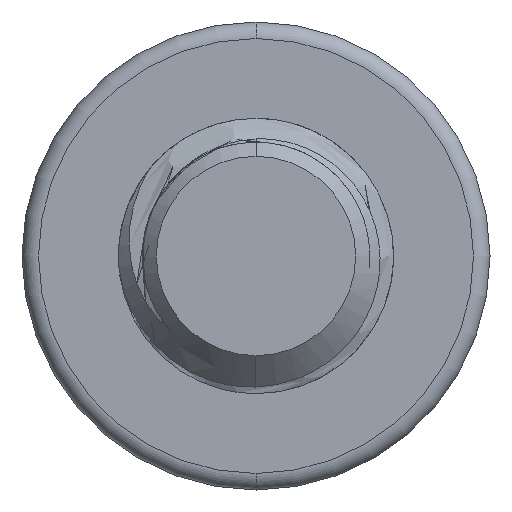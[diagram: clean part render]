
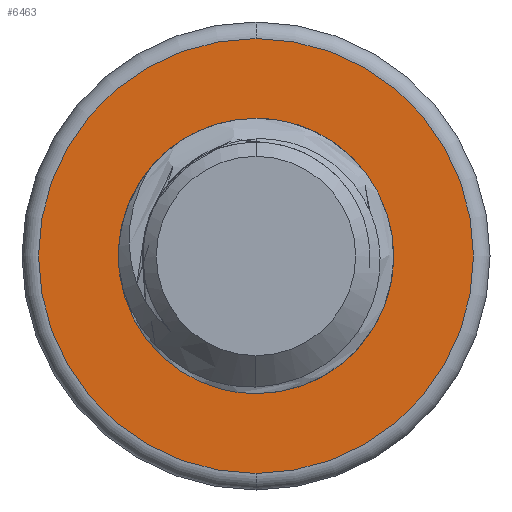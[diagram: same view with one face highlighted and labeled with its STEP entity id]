
A CAD part, front view. The second image highlights one B-rep face of the part: STEP entity #6463.
In plain terms, the highlighted planar face has unit normal (0, -1, 0).
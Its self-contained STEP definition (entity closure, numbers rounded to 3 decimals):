
#57 = CARTESIAN_POINT ( 'NONE',  ( 0., 70., 0. ) ) ;
#71 = AXIS2_PLACEMENT_3D ( 'NONE', #5019, #17087, #934 ) ;
#188 = CARTESIAN_POINT ( 'NONE',  ( -0.144, 70., 2.066 ) ) ;
#271 = CARTESIAN_POINT ( 'NONE',  ( 0.26, 70., 2.055 ) ) ;
#325 = CARTESIAN_POINT ( 'NONE',  ( 0., 70., 0. ) ) ;
#360 = CARTESIAN_POINT ( 'NONE',  ( 0.65, 70., 1.967 ) ) ;
#412 = CARTESIAN_POINT ( 'NONE',  ( 0., 70., -2.5 ) ) ;
#501 = CARTESIAN_POINT ( 'NONE',  ( -2.156, 70., -0.474 ) ) ;
#680 = CARTESIAN_POINT ( 'NONE',  ( -1.222, 70., -2.053 ) ) ;
#926 = CARTESIAN_POINT ( 'NONE',  ( 2.337, 70., -0.382 ) ) ;
#934 = DIRECTION ( 'NONE',  ( 0., 0., 1. ) ) ;
#1019 = CARTESIAN_POINT ( 'NONE',  ( 0., 70., -2.5 ) ) ;
#1595 = CARTESIAN_POINT ( 'NONE',  ( 0.775, 70., 1.916 ) ) ;
#1853 = CARTESIAN_POINT ( 'NONE',  ( -0.277, 70., 2.053 ) ) ;
#1906 = CARTESIAN_POINT ( 'NONE',  ( -1.998, 70., 0.635 ) ) ;
#2066 = FACE_OUTER_BOUND ( 'NONE', #16085, .T. ) ;
#2137 = CARTESIAN_POINT ( 'NONE',  ( 2.004, 70., -1.448 ) ) ;
#2647 = ORIENTED_EDGE ( 'NONE', *, *, #4521, .T. ) ;
#2928 = EDGE_CURVE ( 'NONE', #11720, #4988, #17156, .T. ) ;
#3116 = CARTESIAN_POINT ( 'NONE',  ( -1.638, 70., -1.669 ) ) ;
#3291 = CARTESIAN_POINT ( 'NONE',  ( -0.372, 70., -2.444 ) ) ;
#3442 = CARTESIAN_POINT ( 'NONE',  ( 2.316, 70., -0.57 ) ) ;
#3451 = VERTEX_POINT ( 'NONE', #1019 ) ;
#3530 = CARTESIAN_POINT ( 'NONE',  ( 1.127, 70., 1.786 ) ) ;
#3612 = CARTESIAN_POINT ( 'NONE',  ( 2.169, 70., -1.114 ) ) ;
#3688 = AXIS2_PLACEMENT_3D ( 'NONE', #57, #13333, #6716 ) ;
#3712 = CARTESIAN_POINT ( 'NONE',  ( -1.905, 70., 0.802 ) ) ;
#3793 = CARTESIAN_POINT ( 'NONE',  ( 0.957, 70., 1.864 ) ) ;
#4203 = CARTESIAN_POINT ( 'NONE',  ( 0.125, 70., 2.068 ) ) ;
#4381 = CARTESIAN_POINT ( 'NONE',  ( -1.646, 70., 1.278 ) ) ;
#4519 = CARTESIAN_POINT ( 'NONE',  ( -1.753, 70., -1.521 ) ) ;
#4521 = EDGE_CURVE ( 'NONE', #10889, #3451, #13820, .T. ) ;
#4926 = CARTESIAN_POINT ( 'NONE',  ( 1.784, 70., -1.752 ) ) ;
#4988 = VERTEX_POINT ( 'NONE', #7611 ) ;
#5019 = CARTESIAN_POINT ( 'NONE',  ( 0., 70., 0. ) ) ;
#5664 = CARTESIAN_POINT ( 'NONE',  ( -0.902, 70., -2.247 ) ) ;
#5848 = CARTESIAN_POINT ( 'NONE',  ( -2.168, 70., -0.098 ) ) ;
#5854 = EDGE_LOOP ( 'NONE', ( #13740, #2647, #11533, #11659 ) ) ;
#5934 = CARTESIAN_POINT ( 'NONE',  ( -1.371, 70., -1.938 ) ) ;
#6255 = CARTESIAN_POINT ( 'NONE',  ( 2.335, 70., -0.006 ) ) ;
#6258 = AXIS2_PLACEMENT_3D ( 'NONE', #325, #6902, #16075 ) ;
#6463 = ADVANCED_FACE ( 'NONE', ( #2066, #11557 ), #16920, .F. ) ;
#6579 = ORIENTED_EDGE ( 'NONE', *, *, #12165, .T. ) ;
#6594 = VERTEX_POINT ( 'NONE', #3712 ) ;
#6716 = DIRECTION ( 'NONE',  ( 0., 0., 1. ) ) ;
#6902 = DIRECTION ( 'NONE',  ( 0., -1., 0. ) ) ;
#6965 = DIRECTION ( 'NONE',  ( 0., -1., 0. ) ) ;
#6980 = CARTESIAN_POINT ( 'NONE',  ( -0.189, 70., -2.483 ) ) ;
#7611 = CARTESIAN_POINT ( 'NONE',  ( 0., 70., -3.95 ) ) ;
#8178 = AXIS2_PLACEMENT_3D ( 'NONE', #8218, #6965, #8306 ) ;
#8218 = CARTESIAN_POINT ( 'NONE',  ( 0., 70., 0. ) ) ;
#8306 = DIRECTION ( 'NONE',  ( 0., 0., 1. ) ) ;
#8402 = CARTESIAN_POINT ( 'NONE',  ( -2.125, 70., -0.662 ) ) ;
#8482 = CARTESIAN_POINT ( 'NONE',  ( -1.944, 70., -1.198 ) ) ;
#8524 = CARTESIAN_POINT ( 'NONE',  ( 0.522, 70., 2.005 ) ) ;
#8610 = CARTESIAN_POINT ( 'NONE',  ( -0.916, 70., 1.858 ) ) ;
#9162 = CARTESIAN_POINT ( 'NONE',  ( 2.233, 70., -0.934 ) ) ;
#9653 = CARTESIAN_POINT ( 'NONE',  ( -1.8, 70., 1.051 ) ) ;
#9746 = CARTESIAN_POINT ( 'NONE',  ( -1.034, 70., 1.795 ) ) ;
#9830 = CARTESIAN_POINT ( 'NONE',  ( -1.905, 70., 0.802 ) ) ;
#9974 = CARTESIAN_POINT ( 'NONE',  ( -2.02, 70., -1.022 ) ) ;
#10385 = CARTESIAN_POINT ( 'NONE',  ( 1.967, 70., 1.046 ) ) ;
#10749 = EDGE_CURVE ( 'NONE', #3451, #6594, #15479, .T. ) ;
#10888 = CARTESIAN_POINT ( 'NONE',  ( -1.257, 70., 1.646 ) ) ;
#10889 = VERTEX_POINT ( 'NONE', #11475 ) ;
#11058 = CARTESIAN_POINT ( 'NONE',  ( 0., 70., 3.95 ) ) ;
#11128 = VERTEX_POINT ( 'NONE', #15216 ) ;
#11475 = CARTESIAN_POINT ( 'NONE',  ( 1.784, 70., -1.752 ) ) ;
#11533 = ORIENTED_EDGE ( 'NONE', *, *, #10749, .T. ) ;
#11557 = FACE_BOUND ( 'NONE', #5854, .T. ) ;
#11659 = ORIENTED_EDGE ( 'NONE', *, *, #16697, .T. ) ;
#11720 = VERTEX_POINT ( 'NONE', #11058 ) ;
#11812 = CARTESIAN_POINT ( 'NONE',  ( 0.775, 70., 1.916 ) ) ;
#11900 = CARTESIAN_POINT ( 'NONE',  ( 2.312, 70., 0.179 ) ) ;
#12165 = EDGE_CURVE ( 'NONE', #4988, #11720, #16678, .T. ) ;
#12178 = B_SPLINE_CURVE_WITH_KNOTS ( 'NONE', 3,
 ( #9830, #9653, #4381, #13903, #10888, #9746, #8610, #12312, #12579, #1853, #188, #4203, #271, #8524, #360, #1595 ),
 .UNSPECIFIED., .F., .F.,
 ( 4, 2, 2, 2, 2, 2, 2, 4 ),
 ( 0., 0.001, 0.001, 0.002, 0.002, 0.002, 0.003, 0.003 ),
 .UNSPECIFIED. ) ;
#12312 = CARTESIAN_POINT ( 'NONE',  ( -0.669, 70., 1.96 ) ) ;
#12579 = CARTESIAN_POINT ( 'NONE',  ( -0.539, 70., 2. ) ) ;
#13333 = DIRECTION ( 'NONE',  ( 0., 1., 0. ) ) ;
#13740 = ORIENTED_EDGE ( 'NONE', *, *, #14752, .T. ) ;
#13777 = CARTESIAN_POINT ( 'NONE',  ( -1.905, 70., 0.802 ) ) ;
#13820 = CIRCLE ( 'NONE', #3688, 2.5 ) ;
#13873 = B_SPLINE_CURVE_WITH_KNOTS ( 'NONE', 3,
 ( #11812, #3793, #3530, #15857, #17081, #14197, #10385, #15768, #17262, #11900, #6255, #926, #3442, #9162, #3612, #2137, #17171, #4926 ),
 .UNSPECIFIED., .F., .F.,
 ( 4, 2, 2, 2, 2, 2, 2, 2, 4 ),
 ( 0., 0.001, 0.001, 0.002, 0.002, 0.003, 0.003, 0.004, 0.004 ),
 .UNSPECIFIED. ) ;
#13903 = CARTESIAN_POINT ( 'NONE',  ( -1.363, 70., 1.56 ) ) ;
#13950 = CARTESIAN_POINT ( 'NONE',  ( -0.728, 70., -2.327 ) ) ;
#14038 = CARTESIAN_POINT ( 'NONE',  ( -2.066, 70., 0.458 ) ) ;
#14197 = CARTESIAN_POINT ( 'NONE',  ( 1.853, 70., 1.2 ) ) ;
#14752 = EDGE_CURVE ( 'NONE', #11128, #10889, #13873, .T. ) ;
#15086 = CARTESIAN_POINT ( 'NONE',  ( -2.152, 70., 0.089 ) ) ;
#15216 = CARTESIAN_POINT ( 'NONE',  ( 0.775, 70., 1.916 ) ) ;
#15479 = B_SPLINE_CURVE_WITH_KNOTS ( 'NONE', 3,
 ( #412, #6980, #3291, #13950, #5664, #680, #5934, #3116, #4519, #8482, #9974, #8402, #501, #5848, #15086, #14038, #1906, #13777 ),
 .UNSPECIFIED., .F., .F.,
 ( 4, 2, 2, 2, 2, 2, 2, 2, 4 ),
 ( 0., 0.001, 0.001, 0.002, 0.002, 0.003, 0.003, 0.004, 0.004 ),
 .UNSPECIFIED. ) ;
#15768 = CARTESIAN_POINT ( 'NONE',  ( 2.148, 70., 0.719 ) ) ;
#15857 = CARTESIAN_POINT ( 'NONE',  ( 1.447, 70., 1.589 ) ) ;
#16075 = DIRECTION ( 'NONE',  ( 0., 0., 1. ) ) ;
#16085 = EDGE_LOOP ( 'NONE', ( #16203, #6579 ) ) ;
#16203 = ORIENTED_EDGE ( 'NONE', *, *, #2928, .T. ) ;
#16678 = CIRCLE ( 'NONE', #6258, 3.95 ) ;
#16697 = EDGE_CURVE ( 'NONE', #6594, #11128, #12178, .T. ) ;
#16920 = PLANE ( 'NONE',  #71 ) ;
#17081 = CARTESIAN_POINT ( 'NONE',  ( 1.595, 70., 1.47 ) ) ;
#17087 = DIRECTION ( 'NONE',  ( 0., 1., 0. ) ) ;
#17156 = CIRCLE ( 'NONE', #8178, 3.95 ) ;
#17171 = CARTESIAN_POINT ( 'NONE',  ( 1.904, 70., -1.605 ) ) ;
#17262 = CARTESIAN_POINT ( 'NONE',  ( 2.218, 70., 0.544 ) ) ;
